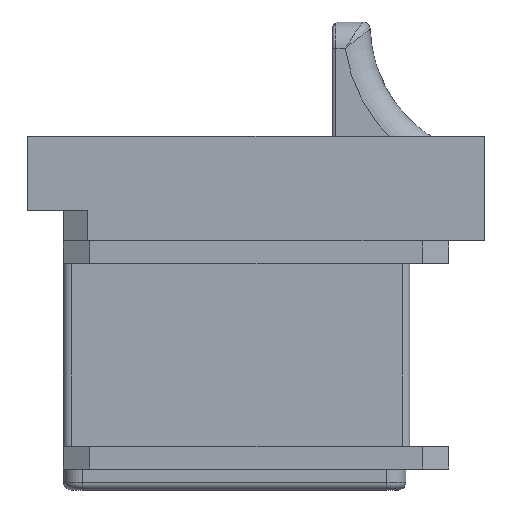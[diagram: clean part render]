
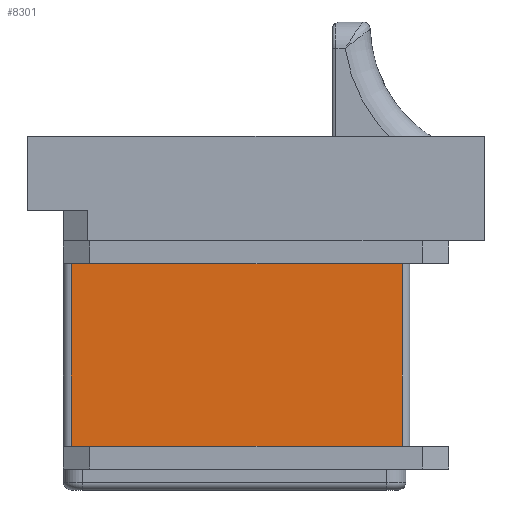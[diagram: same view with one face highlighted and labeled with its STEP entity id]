
A CAD part, left-side view. The second image highlights one B-rep face of the part: STEP entity #8301.
In plain terms, the highlighted planar face has unit normal (-1, 0, 0).
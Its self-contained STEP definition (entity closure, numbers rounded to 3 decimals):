
#277=PLANE('',#8862);
#561=FACE_OUTER_BOUND('',#983,.T.);
#983=EDGE_LOOP('',(#5885,#5886,#5887,#5888));
#1499=LINE('',#12125,#2354);
#1556=LINE('',#12751,#2411);
#1557=LINE('',#12753,#2412);
#1558=LINE('',#12754,#2413);
#2354=VECTOR('',#9737,1000.);
#2411=VECTOR('',#9828,1000.);
#2412=VECTOR('',#9829,1000.);
#2413=VECTOR('',#9830,1000.);
#3607=VERTEX_POINT('',#12122);
#3608=VERTEX_POINT('',#12124);
#3697=VERTEX_POINT('',#12750);
#3698=VERTEX_POINT('',#12752);
#4492=EDGE_CURVE('',#3608,#3607,#1499,.T.);
#4583=EDGE_CURVE('',#3607,#3697,#1556,.T.);
#4584=EDGE_CURVE('',#3697,#3698,#1557,.T.);
#4585=EDGE_CURVE('',#3698,#3608,#1558,.T.);
#5885=ORIENTED_EDGE('',*,*,#4492,.T.);
#5886=ORIENTED_EDGE('',*,*,#4583,.T.);
#5887=ORIENTED_EDGE('',*,*,#4584,.T.);
#5888=ORIENTED_EDGE('',*,*,#4585,.T.);
#8301=ADVANCED_FACE('',(#561),#277,.T.);
#8862=AXIS2_PLACEMENT_3D('',#12749,#9826,#9827);
#9737=DIRECTION('',(0.,-1.,0.));
#9826=DIRECTION('center_axis',(-1.,0.,0.));
#9827=DIRECTION('ref_axis',(0.,1.,0.));
#9828=DIRECTION('',(0.,0.,1.));
#9829=DIRECTION('',(0.,1.,0.));
#9830=DIRECTION('',(0.,0.,-1.));
#12122=CARTESIAN_POINT('',(-12.7,-19.2,-12.));
#12124=CARTESIAN_POINT('',(-12.7,24.3,-12.));
#12125=CARTESIAN_POINT('',(-12.7,25.3,-12.));
#12749=CARTESIAN_POINT('Origin',(-12.7,25.3,15.));
#12750=CARTESIAN_POINT('',(-12.7,-19.2,12.));
#12751=CARTESIAN_POINT('',(-12.7,-19.2,15.));
#12752=CARTESIAN_POINT('',(-12.7,24.3,12.));
#12753=CARTESIAN_POINT('',(-12.7,25.3,12.));
#12754=CARTESIAN_POINT('',(-12.7,24.3,-12.));
